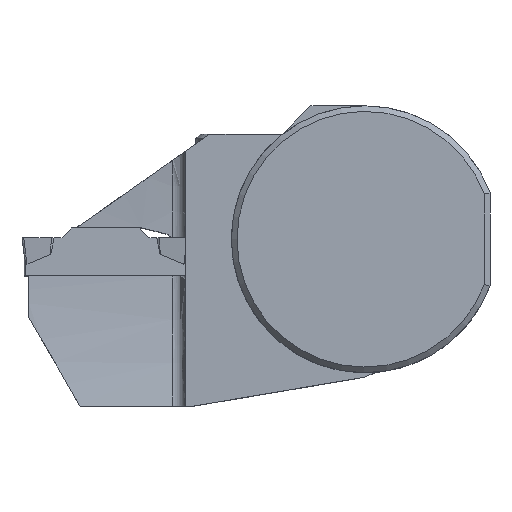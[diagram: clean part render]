
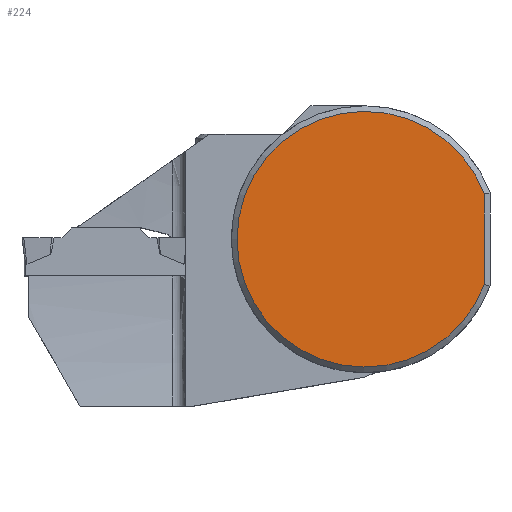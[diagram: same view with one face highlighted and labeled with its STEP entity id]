
A CAD part, top view. The second image highlights one B-rep face of the part: STEP entity #224.
In plain terms, the highlighted planar face has unit normal (0, 0, 1).
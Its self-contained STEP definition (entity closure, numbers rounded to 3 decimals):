
#173=CIRCLE('',#1359,15.325);
#224=ADVANCED_FACE('',(#327),#269,.F.);
#269=PLANE('',#1362);
#327=FACE_OUTER_BOUND('',#387,.T.);
#387=EDGE_LOOP('',(#681,#682));
#681=ORIENTED_EDGE('',*,*,#983,.T.);
#682=ORIENTED_EDGE('',*,*,#986,.T.);
#829=VERTEX_POINT('',#2239);
#830=VERTEX_POINT('',#2241);
#983=EDGE_CURVE('',#830,#829,#1090,.T.);
#986=EDGE_CURVE('',#829,#830,#173,.T.);
#1090=LINE('',#2240,#1198);
#1198=VECTOR('',#1645,1.);
#1359=AXIS2_PLACEMENT_3D('',#2250,#1653,#1654);
#1362=AXIS2_PLACEMENT_3D('',#2253,#1659,#1660);
#1645=DIRECTION('',(0.,1.,0.));
#1653=DIRECTION('',(0.,0.,1.));
#1654=DIRECTION('',(-1.,0.,0.));
#1659=DIRECTION('',(0.,0.,-1.));
#1660=DIRECTION('',(-1.,0.,0.));
#2239=CARTESIAN_POINT('',(14.325,5.445,0.));
#2240=CARTESIAN_POINT('',(14.325,16.,0.));
#2241=CARTESIAN_POINT('',(14.325,-5.445,0.));
#2250=CARTESIAN_POINT('',(0.,0.,0.));
#2253=CARTESIAN_POINT('',(0.,0.,0.));
